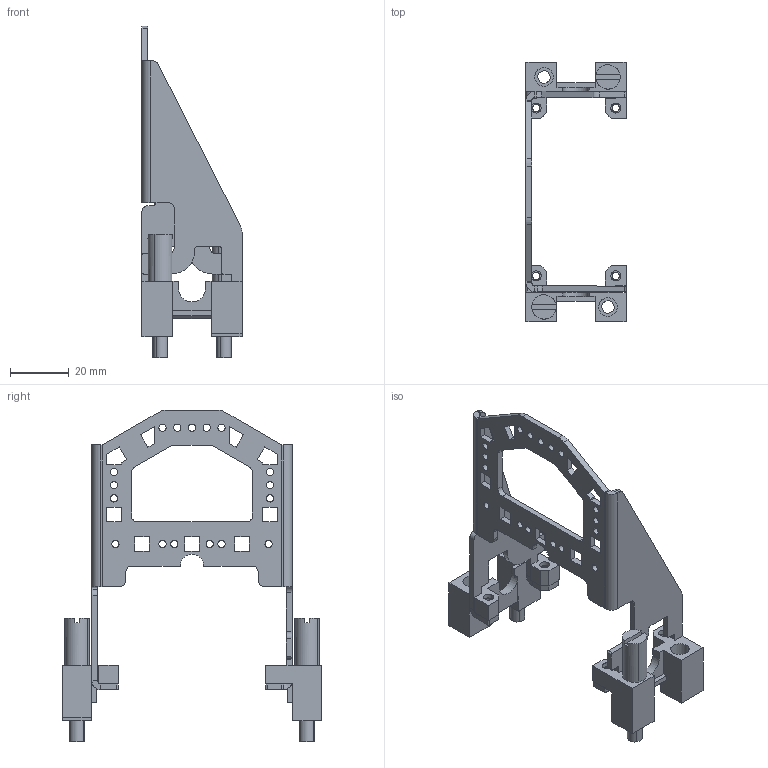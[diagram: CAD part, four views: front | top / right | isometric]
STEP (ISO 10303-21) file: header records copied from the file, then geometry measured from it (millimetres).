
FILE_DESCRIPTION(('CATIA V5 STEP Exchange','CAx-IF Rec.Pracs.--- Model Styling and Organization---1.5--- 2016-08-15','CAx-IF Rec.Pracs.---Supplemental Geometry---1.0---2011-11-01','CAx-IF Rec.Pracs.--- Composite Materials ---1.1---2010-07-15'),'2;1');
FILE_NAME ('1304600-5_0', '2024-08-29T06:52:29+00:00', ('none'), ('Weidmueller'), 'CATIA Version 5-6 Release 2022 SP4 HF5', 'CATIA V5 STEP AP214 v3', 'none');
FILE_SCHEMA(('AUTOMOTIVE_DESIGN { 1 0 10303 214 1 1 1 1 }'));
Length unit declared in the file: millimetre
Products named in the file (1): 2780780000_LD
Bounding box: 34 x 88 x 112.7 mm (x, y, z)
Volume: 19495.3 mm3; surface area: 20140.3 mm2
Topology: 5 solids, 5 shells, 411 faces, 1091 edges, 706 vertices
Faces by surface type: plane 244, cylinder 163, bspline 4
Entity records: 12444 total; most frequent: CARTESIAN_POINT 2442, ORIENTED_EDGE 2182, DIRECTION 1733, EDGE_CURVE 1091, VECTOR 759, LINE 759, VERTEX_POINT 706, AXIS2_PLACEMENT_3D 645
